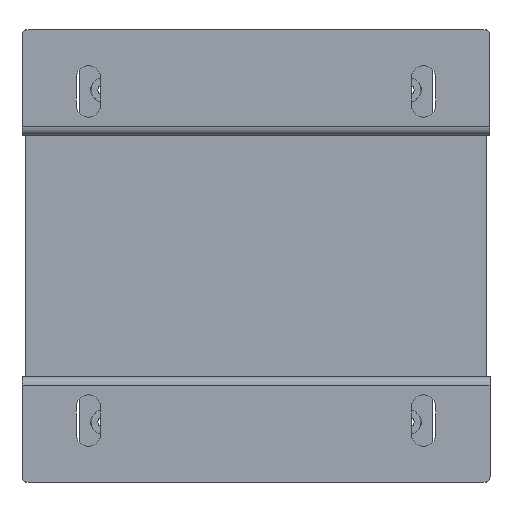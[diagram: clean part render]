
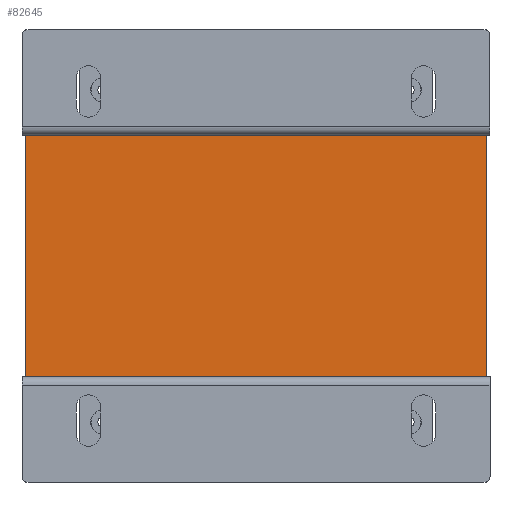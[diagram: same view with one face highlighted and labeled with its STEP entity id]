
A CAD part, front view. The second image highlights one B-rep face of the part: STEP entity #82645.
In plain terms, the highlighted planar face has unit normal (0, -1, 0).
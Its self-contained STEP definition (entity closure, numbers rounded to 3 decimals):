
#17347 = CARTESIAN_POINT ( 'NONE',  ( -33.39, 1.339, 94.39 ) ) ;
#18358 = ORIENTED_EDGE ( 'NONE', *, *, #35466, .T. ) ;
#18930 = ORIENTED_EDGE ( 'NONE', *, *, #24294, .F. ) ;
#24294 = EDGE_CURVE ( 'NONE', #143916, #56766, #54861, .T. ) ;
#29034 = DIRECTION ( 'NONE',  ( 0., 0., -1. ) ) ;
#30673 = LINE ( 'NONE', #142413, #115477 ) ;
#35466 = EDGE_CURVE ( 'NONE', #51409, #81605, #80857, .T. ) ;
#39280 = AXIS2_PLACEMENT_3D ( 'NONE', #44536, #120590, #133034 ) ;
#41126 = DIRECTION ( 'NONE',  ( 1., 0., 0. ) ) ;
#44536 = CARTESIAN_POINT ( 'NONE',  ( -33.39, 1.339, 174.39 ) ) ;
#46954 = VECTOR ( 'NONE', #77375, 1000. ) ;
#48921 = CARTESIAN_POINT ( 'NONE',  ( -33.39, 1.339, 174.39 ) ) ;
#51409 = VERTEX_POINT ( 'NONE', #17347 ) ;
#54861 = LINE ( 'NONE', #107002, #150151 ) ;
#56766 = VERTEX_POINT ( 'NONE', #147081 ) ;
#57062 = ORIENTED_EDGE ( 'NONE', *, *, #86777, .T. ) ;
#58643 = VECTOR ( 'NONE', #41126, 1000. ) ;
#70968 = FACE_OUTER_BOUND ( 'NONE', #146997, .T. ) ;
#77375 = DIRECTION ( 'NONE',  ( 0., 0., -1. ) ) ;
#80857 = LINE ( 'NONE', #154454, #58643 ) ;
#81605 = VERTEX_POINT ( 'NONE', #98982 ) ;
#82645 = ADVANCED_FACE ( 'NONE', ( #70968 ), #95072, .F. ) ;
#86777 = EDGE_CURVE ( 'NONE', #143916, #51409, #30673, .T. ) ;
#88914 = ORIENTED_EDGE ( 'NONE', *, *, #147694, .F. ) ;
#93853 = DIRECTION ( 'NONE',  ( 1., 0., 0. ) ) ;
#95072 = PLANE ( 'NONE',  #39280 ) ;
#98982 = CARTESIAN_POINT ( 'NONE',  ( 119.01, 1.339, 94.39 ) ) ;
#107002 = CARTESIAN_POINT ( 'NONE',  ( -33.39, 1.339, 174.39 ) ) ;
#115477 = VECTOR ( 'NONE', #29034, 1000. ) ;
#120590 = DIRECTION ( 'NONE',  ( 0., 1., 0. ) ) ;
#127000 = CARTESIAN_POINT ( 'NONE',  ( 119.01, 1.339, 174.39 ) ) ;
#133034 = DIRECTION ( 'NONE',  ( 0., 0., 1. ) ) ;
#138609 = LINE ( 'NONE', #127000, #46954 ) ;
#142413 = CARTESIAN_POINT ( 'NONE',  ( -33.39, 1.339, 174.39 ) ) ;
#143916 = VERTEX_POINT ( 'NONE', #48921 ) ;
#146997 = EDGE_LOOP ( 'NONE', ( #18358, #88914, #18930, #57062 ) ) ;
#147081 = CARTESIAN_POINT ( 'NONE',  ( 119.01, 1.339, 174.39 ) ) ;
#147694 = EDGE_CURVE ( 'NONE', #56766, #81605, #138609, .T. ) ;
#150151 = VECTOR ( 'NONE', #93853, 1000. ) ;
#154454 = CARTESIAN_POINT ( 'NONE',  ( -33.39, 1.339, 94.39 ) ) ;
